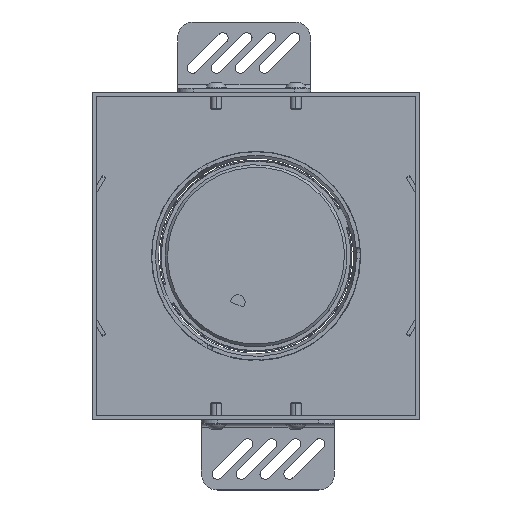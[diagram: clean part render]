
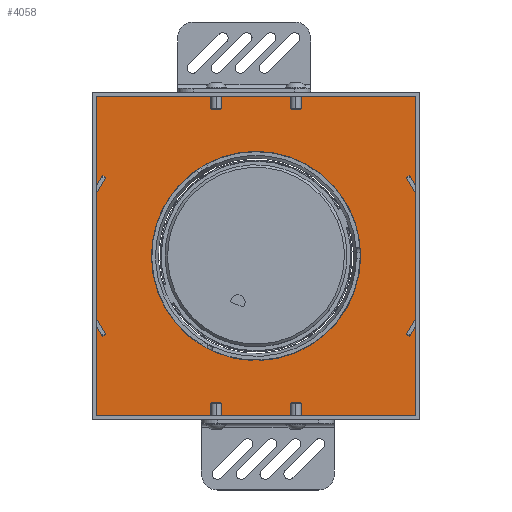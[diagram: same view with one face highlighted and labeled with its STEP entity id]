
A CAD part, top view. The second image highlights one B-rep face of the part: STEP entity #4058.
In plain terms, the highlighted planar face has unit normal (0, 0, 1).
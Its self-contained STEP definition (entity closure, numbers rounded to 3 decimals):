
#348 = AXIS2_PLACEMENT_3D ( 'NONE', #17501, #7775, #23306 ) ;
#424 = ORIENTED_EDGE ( 'NONE', *, *, #24334, .T. ) ;
#495 = DIRECTION ( 'NONE',  ( 1., 0., 0. ) ) ;
#527 = DIRECTION ( 'NONE',  ( 0., 0., 1. ) ) ;
#811 = EDGE_CURVE ( 'NONE', #10041, #4161, #10410, .T. ) ;
#850 = CARTESIAN_POINT ( 'NONE',  ( 93.357, 80.875, 1.5 ) ) ;
#1109 = AXIS2_PLACEMENT_3D ( 'NONE', #19901, #23740, #4711 ) ;
#1437 = VECTOR ( 'NONE', #14803, 1000. ) ;
#1706 = CARTESIAN_POINT ( 'NONE',  ( 58.6, 20.675, 1.5 ) ) ;
#1767 = EDGE_CURVE ( 'NONE', #12696, #23799, #6722, .T. ) ;
#1949 = ORIENTED_EDGE ( 'NONE', *, *, #15951, .F. ) ;
#2014 = DIRECTION ( 'NONE',  ( 0., -1., 0. ) ) ;
#2100 = CARTESIAN_POINT ( 'NONE',  ( 120., 0., 1.5 ) ) ;
#2282 = CARTESIAN_POINT ( 'NONE',  ( 25.922, 79.675, 1.5 ) ) ;
#2355 = CARTESIAN_POINT ( 'NONE',  ( 119.5, 0.5, 1.5 ) ) ;
#2554 = CARTESIAN_POINT ( 'NONE',  ( 94.756, 78.45, 1.5 ) ) ;
#2776 = ORIENTED_EDGE ( 'NONE', *, *, #14380, .T. ) ;
#2862 = EDGE_CURVE ( 'NONE', #15341, #13139, #10895, .T. ) ;
#3100 = CARTESIAN_POINT ( 'NONE',  ( 60., 60., 1.5 ) ) ;
#3158 = CIRCLE ( 'NONE', #18500, 39.35 ) ;
#3283 = CIRCLE ( 'NONE', #18902, 1.4 ) ;
#4058 = ADVANCED_FACE ( 'NONE', ( #9451, #4384 ), #4551, .T. ) ;
#4161 = VERTEX_POINT ( 'NONE', #2554 ) ;
#4209 = DIRECTION ( 'NONE',  ( 0., 0., 1. ) ) ;
#4384 = FACE_BOUND ( 'NONE', #15567, .T. ) ;
#4551 = PLANE ( 'NONE',  #11104 ) ;
#4569 = ORIENTED_EDGE ( 'NONE', *, *, #12170, .F. ) ;
#4711 = DIRECTION ( 'NONE',  ( 1., 0., 0. ) ) ;
#4712 = ORIENTED_EDGE ( 'NONE', *, *, #21322, .T. ) ;
#4792 = DIRECTION ( 'NONE',  ( 0., 0., 1. ) ) ;
#5468 = CARTESIAN_POINT ( 'NONE',  ( 27.322, 79.675, 1.5 ) ) ;
#6116 = DIRECTION ( 'NONE',  ( 1., 0., 0. ) ) ;
#6438 = DIRECTION ( 'NONE',  ( 1., 0., 0. ) ) ;
#6584 = EDGE_CURVE ( 'NONE', #13166, #10041, #24393, .T. ) ;
#6711 = ORIENTED_EDGE ( 'NONE', *, *, #7012, .F. ) ;
#6722 = CIRCLE ( 'NONE', #348, 0.5 ) ;
#6870 = EDGE_CURVE ( 'NONE', #23799, #9318, #16048, .T. ) ;
#6942 = LINE ( 'NONE', #17143, #7859 ) ;
#7012 = EDGE_CURVE ( 'NONE', #12696, #12453, #6942, .T. ) ;
#7603 = AXIS2_PLACEMENT_3D ( 'NONE', #22014, #18027, #20157 ) ;
#7763 = AXIS2_PLACEMENT_3D ( 'NONE', #9929, #17645, #24653 ) ;
#7775 = DIRECTION ( 'NONE',  ( 0., 0., 1. ) ) ;
#7859 = VECTOR ( 'NONE', #21126, 1000. ) ;
#8046 = AXIS2_PLACEMENT_3D ( 'NONE', #3100, #4792, #18236 ) ;
#8516 = DIRECTION ( 'NONE',  ( 1., 0., 0. ) ) ;
#8638 = CARTESIAN_POINT ( 'NONE',  ( 0., 119.5, 1.5 ) ) ;
#8745 = CARTESIAN_POINT ( 'NONE',  ( 26.643, 80.875, 1.5 ) ) ;
#8788 = CARTESIAN_POINT ( 'NONE',  ( 94.078, 79.675, 1.5 ) ) ;
#8821 = CARTESIAN_POINT ( 'NONE',  ( 0.5, 119.5, 1.5 ) ) ;
#8906 = LINE ( 'NONE', #10205, #16054 ) ;
#9318 = VERTEX_POINT ( 'NONE', #17898 ) ;
#9323 = ORIENTED_EDGE ( 'NONE', *, *, #1767, .T. ) ;
#9333 = CARTESIAN_POINT ( 'NONE',  ( 0., 0., 1.5 ) ) ;
#9451 = FACE_OUTER_BOUND ( 'NONE', #17671, .T. ) ;
#9679 = ORIENTED_EDGE ( 'NONE', *, *, #10787, .T. ) ;
#9729 = ORIENTED_EDGE ( 'NONE', *, *, #17666, .F. ) ;
#9929 = CARTESIAN_POINT ( 'NONE',  ( 25.922, 79.675, 1.5 ) ) ;
#9946 = DIRECTION ( 'NONE',  ( 0., 0., 1. ) ) ;
#9979 = EDGE_CURVE ( 'NONE', #19194, #14617, #16997, .T. ) ;
#10041 = VERTEX_POINT ( 'NONE', #18510 ) ;
#10198 = AXIS2_PLACEMENT_3D ( 'NONE', #15933, #527, #17669 ) ;
#10205 = CARTESIAN_POINT ( 'NONE',  ( 0., 120., 1.5 ) ) ;
#10238 = ORIENTED_EDGE ( 'NONE', *, *, #9979, .T. ) ;
#10362 = EDGE_CURVE ( 'NONE', #20399, #13547, #3283, .T. ) ;
#10410 = CIRCLE ( 'NONE', #1109, 39.35 ) ;
#10533 = ORIENTED_EDGE ( 'NONE', *, *, #21968, .T. ) ;
#10787 = EDGE_CURVE ( 'NONE', #15341, #20399, #15748, .T. ) ;
#10895 = CIRCLE ( 'NONE', #8046, 39.35 ) ;
#11104 = AXIS2_PLACEMENT_3D ( 'NONE', #17846, #12094, #6438 ) ;
#11472 = VERTEX_POINT ( 'NONE', #18050 ) ;
#11517 = CARTESIAN_POINT ( 'NONE',  ( 120., 119.5, 1.5 ) ) ;
#11694 = VERTEX_POINT ( 'NONE', #17273 ) ;
#11906 = DIRECTION ( 'NONE',  ( 0., 0., 1. ) ) ;
#12094 = DIRECTION ( 'NONE',  ( 0., 0., 1. ) ) ;
#12170 = EDGE_CURVE ( 'NONE', #19194, #11694, #17793, .T. ) ;
#12453 = VERTEX_POINT ( 'NONE', #8638 ) ;
#12643 = DIRECTION ( 'NONE',  ( 0., 0., 1. ) ) ;
#12696 = VERTEX_POINT ( 'NONE', #15054 ) ;
#12728 = CARTESIAN_POINT ( 'NONE',  ( 119.5, 120., 1.5 ) ) ;
#12966 = AXIS2_PLACEMENT_3D ( 'NONE', #15756, #11906, #495 ) ;
#13139 = VERTEX_POINT ( 'NONE', #1706 ) ;
#13166 = VERTEX_POINT ( 'NONE', #15292 ) ;
#13465 = VERTEX_POINT ( 'NONE', #850 ) ;
#13547 = VERTEX_POINT ( 'NONE', #8745 ) ;
#13755 = DIRECTION ( 'NONE',  ( 1., 0., 0. ) ) ;
#14269 = DIRECTION ( 'NONE',  ( 0., 0., 1. ) ) ;
#14380 = EDGE_CURVE ( 'NONE', #11472, #12453, #18811, .T. ) ;
#14617 = VERTEX_POINT ( 'NONE', #12728 ) ;
#14803 = DIRECTION ( 'NONE',  ( 1., 0., 0. ) ) ;
#15054 = CARTESIAN_POINT ( 'NONE',  ( 0., 0.5, 1.5 ) ) ;
#15232 = CARTESIAN_POINT ( 'NONE',  ( 25.244, 78.45, 1.5 ) ) ;
#15292 = CARTESIAN_POINT ( 'NONE',  ( 61.4, 20.675, 1.5 ) ) ;
#15322 = CIRCLE ( 'NONE', #22307, 1.4 ) ;
#15341 = VERTEX_POINT ( 'NONE', #15232 ) ;
#15468 = CARTESIAN_POINT ( 'NONE',  ( 60., 60., 1.5 ) ) ;
#15567 = EDGE_LOOP ( 'NONE', ( #23299, #4712, #24269, #9679, #18167, #9729, #10533, #17122 ) ) ;
#15748 = CIRCLE ( 'NONE', #7763, 1.4 ) ;
#15756 = CARTESIAN_POINT ( 'NONE',  ( 60., 60., 1.5 ) ) ;
#15933 = CARTESIAN_POINT ( 'NONE',  ( 60., 20.65, 1.5 ) ) ;
#15951 = EDGE_CURVE ( 'NONE', #11472, #14617, #8906, .T. ) ;
#16048 = LINE ( 'NONE', #9333, #1437 ) ;
#16054 = VECTOR ( 'NONE', #8516, 1000. ) ;
#16151 = ORIENTED_EDGE ( 'NONE', *, *, #6870, .T. ) ;
#16997 = CIRCLE ( 'NONE', #7603, 0.5 ) ;
#17122 = ORIENTED_EDGE ( 'NONE', *, *, #811, .F. ) ;
#17143 = CARTESIAN_POINT ( 'NONE',  ( 0., 0., 1.5 ) ) ;
#17273 = CARTESIAN_POINT ( 'NONE',  ( 120., 0.5, 1.5 ) ) ;
#17439 = DIRECTION ( 'NONE',  ( 0., 0., 1. ) ) ;
#17501 = CARTESIAN_POINT ( 'NONE',  ( 0.5, 0.5, 1.5 ) ) ;
#17645 = DIRECTION ( 'NONE',  ( 0., 0., 1. ) ) ;
#17666 = EDGE_CURVE ( 'NONE', #13465, #13547, #3158, .T. ) ;
#17669 = DIRECTION ( 'NONE',  ( 1., 0., 0. ) ) ;
#17671 = EDGE_LOOP ( 'NONE', ( #4569, #10238, #1949, #2776, #6711, #9323, #16151, #424 ) ) ;
#17793 = LINE ( 'NONE', #2100, #18983 ) ;
#17846 = CARTESIAN_POINT ( 'NONE',  ( 0., 0., 1.5 ) ) ;
#17898 = CARTESIAN_POINT ( 'NONE',  ( 119.5, 0., 1.5 ) ) ;
#18027 = DIRECTION ( 'NONE',  ( 0., 0., 1. ) ) ;
#18050 = CARTESIAN_POINT ( 'NONE',  ( 0.5, 120., 1.5 ) ) ;
#18082 = AXIS2_PLACEMENT_3D ( 'NONE', #2355, #9946, #23223 ) ;
#18084 = CARTESIAN_POINT ( 'NONE',  ( 0.5, 0., 1.5 ) ) ;
#18102 = AXIS2_PLACEMENT_3D ( 'NONE', #8821, #12643, #20108 ) ;
#18167 = ORIENTED_EDGE ( 'NONE', *, *, #10362, .T. ) ;
#18236 = DIRECTION ( 'NONE',  ( 1., 0., 0. ) ) ;
#18500 = AXIS2_PLACEMENT_3D ( 'NONE', #15468, #17439, #13755 ) ;
#18510 = CARTESIAN_POINT ( 'NONE',  ( 99.35, 60., 1.5 ) ) ;
#18811 = CIRCLE ( 'NONE', #18102, 0.5 ) ;
#18902 = AXIS2_PLACEMENT_3D ( 'NONE', #2282, #4209, #6116 ) ;
#18983 = VECTOR ( 'NONE', #2014, 1000. ) ;
#19194 = VERTEX_POINT ( 'NONE', #11517 ) ;
#19901 = CARTESIAN_POINT ( 'NONE',  ( 60., 60., 1.5 ) ) ;
#20108 = DIRECTION ( 'NONE',  ( 1., 0., 0. ) ) ;
#20157 = DIRECTION ( 'NONE',  ( 1., 0., 0. ) ) ;
#20399 = VERTEX_POINT ( 'NONE', #5468 ) ;
#21126 = DIRECTION ( 'NONE',  ( 0., 1., 0. ) ) ;
#21322 = EDGE_CURVE ( 'NONE', #13166, #13139, #24112, .T. ) ;
#21968 = EDGE_CURVE ( 'NONE', #13465, #4161, #15322, .T. ) ;
#22014 = CARTESIAN_POINT ( 'NONE',  ( 119.5, 119.5, 1.5 ) ) ;
#22307 = AXIS2_PLACEMENT_3D ( 'NONE', #8788, #14269, #23667 ) ;
#23223 = DIRECTION ( 'NONE',  ( 1., 0., 0. ) ) ;
#23299 = ORIENTED_EDGE ( 'NONE', *, *, #6584, .F. ) ;
#23306 = DIRECTION ( 'NONE',  ( 1., 0., 0. ) ) ;
#23652 = CIRCLE ( 'NONE', #18082, 0.5 ) ;
#23667 = DIRECTION ( 'NONE',  ( 1., 0., 0. ) ) ;
#23740 = DIRECTION ( 'NONE',  ( 0., 0., 1. ) ) ;
#23799 = VERTEX_POINT ( 'NONE', #18084 ) ;
#24112 = CIRCLE ( 'NONE', #10198, 1.4 ) ;
#24269 = ORIENTED_EDGE ( 'NONE', *, *, #2862, .F. ) ;
#24334 = EDGE_CURVE ( 'NONE', #9318, #11694, #23652, .T. ) ;
#24393 = CIRCLE ( 'NONE', #12966, 39.35 ) ;
#24653 = DIRECTION ( 'NONE',  ( 1., 0., 0. ) ) ;
